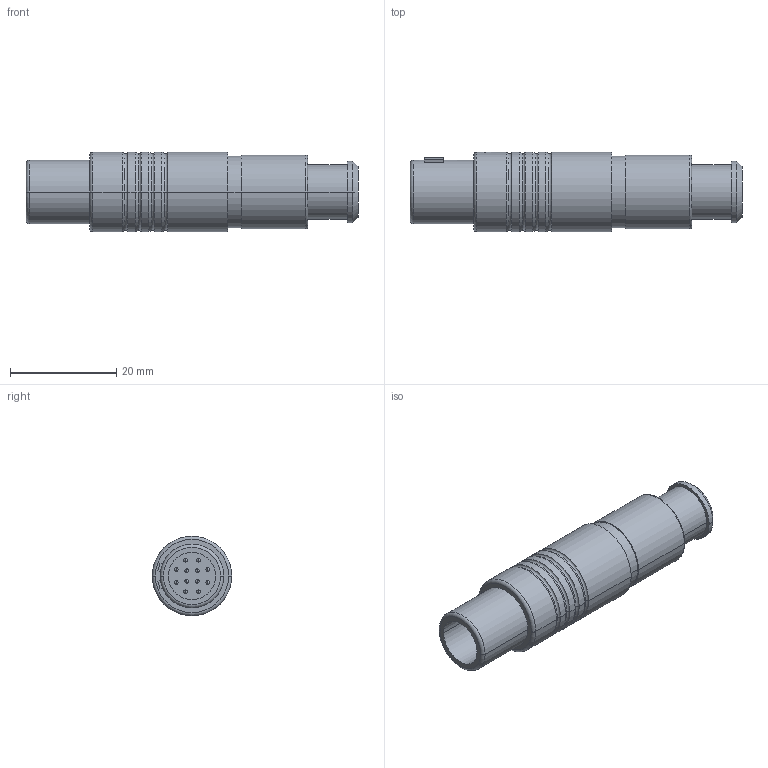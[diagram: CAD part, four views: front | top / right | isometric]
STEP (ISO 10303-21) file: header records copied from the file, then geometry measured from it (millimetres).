
FILE_DESCRIPTION((''),'2;1');
FILE_NAME('S42BAC-P12M','2020-08-05T11:47:18',('RTrager'),(''),'CREO PARAMETRIC BY PTC INC, 2018300','CREO PARAMETRIC BY PTC INC, 2018300','');
FILE_SCHEMA(('AP242_MANAGED_MODEL_BASED_3D_ENGINEERING_MIM_LF { 1 0 10303 442 1 1 4 }'));
Length unit declared in the file: millimetre
Products named in the file (1): S42BAC-P12M
Bounding box: 62.5 x 15 x 15 mm (x, y, z)
Volume: 6009.7 mm3; surface area: 4804.1 mm2
Topology: 1 solids, 1 shells, 245 faces, 600 edges, 368 vertices
Faces by surface type: cylinder 126, plane 50, torus 26, sphere 24, cone 10, bspline 9
Entity records: 12488 total; most frequent: CARTESIAN_POINT 2632, DIRECTION 1298, ORIENTED_EDGE 1152, PRESENTATION_STYLE_ASSIGNMENT 784, STYLED_ITEM 623, CURVE_STYLE 576, EDGE_CURVE 576, AXIS2_PLACEMENT_3D 547
